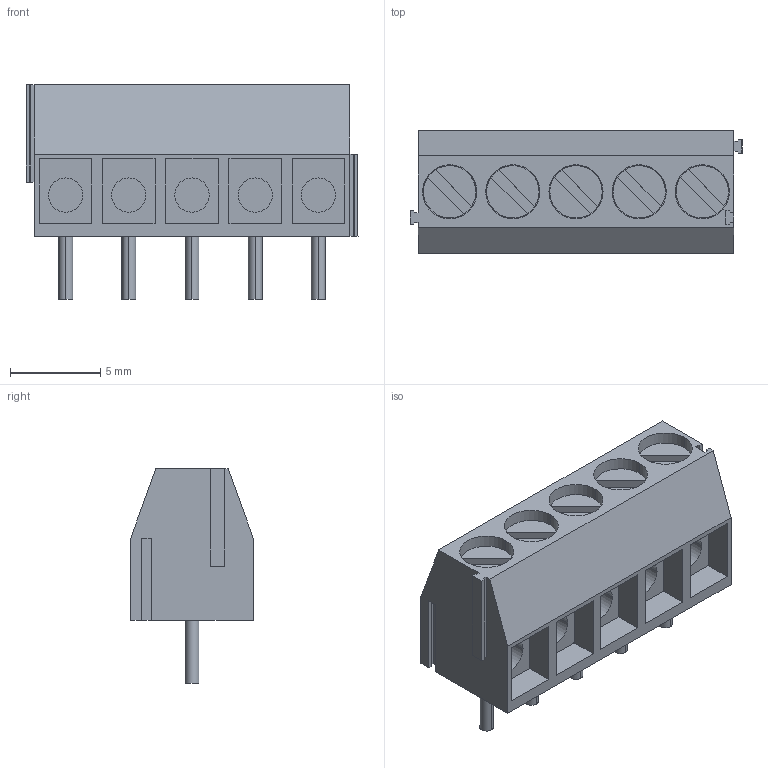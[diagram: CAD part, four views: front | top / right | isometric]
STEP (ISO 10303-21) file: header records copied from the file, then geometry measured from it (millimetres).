
FILE_DESCRIPTION(('CATIA V5 STEP Exchange','CAx-IF Rec.Pracs.--- Model Styling and Organization---1.4--- 2014-01-23'),'2;1');
FILE_NAME ('D1458981_1', '2021-07-22T08:32:18+00:00', ('none'), ('Weidmueller'), 'CATIA Version 5-6 Release 2016 SP3 HF44', 'CATIA V5 STEP AP214', 'none');
FILE_SCHEMA(('AUTOMOTIVE_DESIGN { 1 0 10303 214 1 1 1 1 }'));
Length unit declared in the file: millimetre
Products named in the file (1): 1912350000
Bounding box: 18.4 x 6.8 x 11.9 mm (x, y, z)
Volume: 791.6 mm3; surface area: 1228.4 mm2
Topology: 16 solids, 16 shells, 192 faces, 450 edges, 300 vertices
Faces by surface type: plane 152, cylinder 40
Entity records: 5568 total; most frequent: CARTESIAN_POINT 948, ORIENTED_EDGE 900, DIRECTION 809, EDGE_CURVE 450, VECTOR 350, LINE 350, VERTEX_POINT 300, AXIS2_PLACEMENT_3D 278
